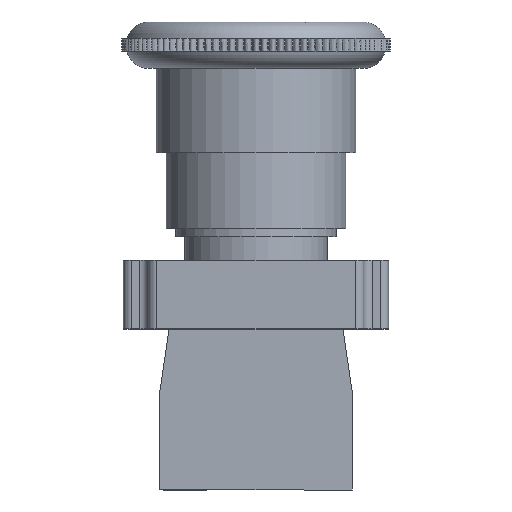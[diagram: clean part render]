
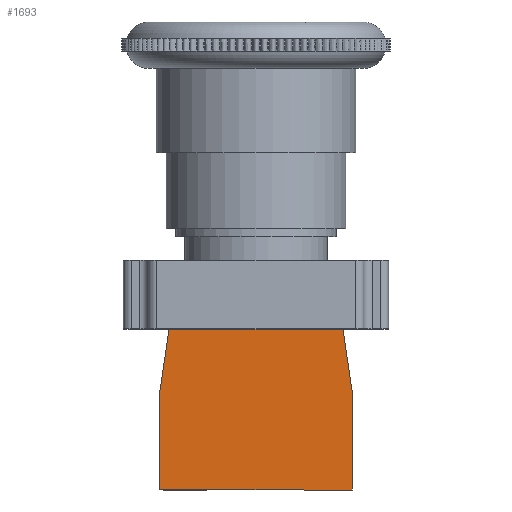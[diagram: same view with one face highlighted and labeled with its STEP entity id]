
A CAD part, front view. The second image highlights one B-rep face of the part: STEP entity #1693.
In plain terms, the highlighted face is planar.
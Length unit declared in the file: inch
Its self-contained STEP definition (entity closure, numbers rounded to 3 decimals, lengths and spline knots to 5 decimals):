
#163 = VECTOR ( 'NONE', #13157, 39.37008 ) ;
#754 = DIRECTION ( 'NONE',  ( 1., 0., 0. ) ) ;
#786 = VERTEX_POINT ( 'NONE', #6127 ) ;
#1028 = LINE ( 'NONE', #16071, #11469 ) ;
#1264 = CARTESIAN_POINT ( 'NONE',  ( 0., 0., -0.59 ) ) ;
#1693 = ADVANCED_FACE ( 'NONE', ( #5627 ), #8806, .T. ) ;
#1856 = CARTESIAN_POINT ( 'NONE',  ( -0.57, 0.785, -0.59 ) ) ;
#2080 = EDGE_CURVE ( 'NONE', #786, #11932, #13537, .T. ) ;
#2119 = EDGE_CURVE ( 'NONE', #3024, #12563, #12760, .T. ) ;
#2228 = DIRECTION ( 'NONE',  ( -1., 0., 0. ) ) ;
#2551 = DIRECTION ( 'NONE',  ( 0., 0., -1. ) ) ;
#2684 = VECTOR ( 'NONE', #8232, 39.37008 ) ;
#3024 = VERTEX_POINT ( 'NONE', #1856 ) ;
#3108 = CARTESIAN_POINT ( 'NONE',  ( -0.515, 0.41, -0.59 ) ) ;
#3776 = EDGE_CURVE ( 'NONE', #12563, #786, #12325, .T. ) ;
#3788 = ORIENTED_EDGE ( 'NONE', *, *, #4299, .F. ) ;
#4048 = VECTOR ( 'NONE', #754, 39.37008 ) ;
#4299 = EDGE_CURVE ( 'NONE', #11932, #13168, #16058, .T. ) ;
#5074 = DIRECTION ( 'NONE',  ( 0.145, -0.989, 0. ) ) ;
#5451 = ORIENTED_EDGE ( 'NONE', *, *, #15989, .F. ) ;
#5627 = FACE_OUTER_BOUND ( 'NONE', #12984, .T. ) ;
#5750 = LINE ( 'NONE', #11850, #15393 ) ;
#6127 = CARTESIAN_POINT ( 'NONE',  ( 0.515, 0.41, -0.59 ) ) ;
#6422 = AXIS2_PLACEMENT_3D ( 'NONE', #1264, #2551, #11333 ) ;
#6901 = CARTESIAN_POINT ( 'NONE',  ( 0.57, 0.785, -0.59 ) ) ;
#7054 = CARTESIAN_POINT ( 'NONE',  ( 0.515, 0.41, -0.59 ) ) ;
#7868 = ORIENTED_EDGE ( 'NONE', *, *, #2119, .F. ) ;
#8232 = DIRECTION ( 'NONE',  ( 0., 1., 0. ) ) ;
#8710 = ORIENTED_EDGE ( 'NONE', *, *, #15158, .F. ) ;
#8806 = PLANE ( 'NONE',  #6422 ) ;
#8982 = CARTESIAN_POINT ( 'NONE',  ( 0.57, 0.785, -0.59 ) ) ;
#9414 = VECTOR ( 'NONE', #5074, 39.37008 ) ;
#9879 = CARTESIAN_POINT ( 'NONE',  ( -0.57, 1.36, -0.59 ) ) ;
#11310 = ORIENTED_EDGE ( 'NONE', *, *, #3776, .F. ) ;
#11333 = DIRECTION ( 'NONE',  ( -1., 0., 0. ) ) ;
#11469 = VECTOR ( 'NONE', #2228, 39.37008 ) ;
#11649 = VERTEX_POINT ( 'NONE', #9879 ) ;
#11850 = CARTESIAN_POINT ( 'NONE',  ( -0.57, 0.785, -0.59 ) ) ;
#11932 = VERTEX_POINT ( 'NONE', #8982 ) ;
#12325 = LINE ( 'NONE', #7054, #4048 ) ;
#12563 = VERTEX_POINT ( 'NONE', #3108 ) ;
#12760 = LINE ( 'NONE', #13879, #9414 ) ;
#12984 = EDGE_LOOP ( 'NONE', ( #11310, #7868, #5451, #8710, #3788, #15568 ) ) ;
#13157 = DIRECTION ( 'NONE',  ( 0.145, 0.989, 0. ) ) ;
#13168 = VERTEX_POINT ( 'NONE', #16300 ) ;
#13537 = LINE ( 'NONE', #6901, #163 ) ;
#13879 = CARTESIAN_POINT ( 'NONE',  ( -0.515, 0.41, -0.59 ) ) ;
#14336 = DIRECTION ( 'NONE',  ( 0., -1., 0. ) ) ;
#14475 = CARTESIAN_POINT ( 'NONE',  ( 0.57, 1.36, -0.59 ) ) ;
#15158 = EDGE_CURVE ( 'NONE', #13168, #11649, #1028, .T. ) ;
#15393 = VECTOR ( 'NONE', #14336, 39.37008 ) ;
#15568 = ORIENTED_EDGE ( 'NONE', *, *, #2080, .F. ) ;
#15989 = EDGE_CURVE ( 'NONE', #11649, #3024, #5750, .T. ) ;
#16058 = LINE ( 'NONE', #14475, #2684 ) ;
#16071 = CARTESIAN_POINT ( 'NONE',  ( -0.57, 1.36, -0.59 ) ) ;
#16300 = CARTESIAN_POINT ( 'NONE',  ( 0.57, 1.36, -0.59 ) ) ;
